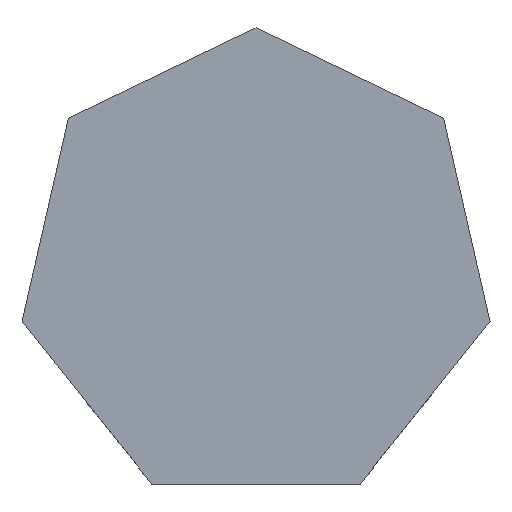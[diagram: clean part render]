
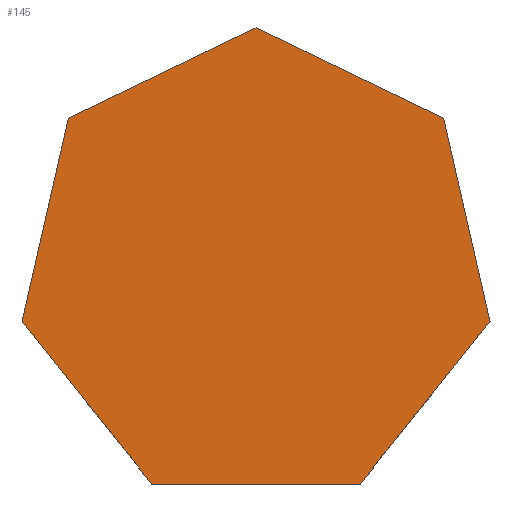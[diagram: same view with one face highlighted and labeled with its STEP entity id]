
A CAD part, top view. The second image highlights one B-rep face of the part: STEP entity #145.
In plain terms, the highlighted planar face has unit normal (0, 0, 1).
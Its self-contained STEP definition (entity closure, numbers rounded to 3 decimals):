
#145 = ADVANCED_FACE ( 'NONE', ( #200 ), #7417, .T. ) ;
#177 = VERTEX_POINT ( 'NONE', #7541 ) ;
#200 = FACE_OUTER_BOUND ( 'NONE', #6372, .T. ) ;
#220 = LINE ( 'NONE', #5980, #3126 ) ;
#357 = ORIENTED_EDGE ( 'NONE', *, *, #5317, .F. ) ;
#678 = EDGE_CURVE ( 'NONE', #9052, #2375, #7577, .T. ) ;
#680 = CARTESIAN_POINT ( 'NONE',  ( 9.774, 7.794, 6. ) ) ;
#933 = EDGE_CURVE ( 'NONE', #3610, #7009, #3322, .T. ) ;
#954 = CARTESIAN_POINT ( 'NONE',  ( 0., 0., 6. ) ) ;
#1019 = CARTESIAN_POINT ( 'NONE',  ( -15.378, 31.932, 6. ) ) ;
#1041 = EDGE_CURVE ( 'NONE', #5263, #3610, #220, .T. ) ;
#1072 = CARTESIAN_POINT ( 'NONE',  ( 0.541, 19.372, 6. ) ) ;
#1381 = EDGE_CURVE ( 'NONE', #7009, #3982, #4024, .T. ) ;
#1585 = DIRECTION ( 'NONE',  ( -0.623, -0.782, 0. ) ) ;
#1704 = DIRECTION ( 'NONE',  ( 0., 0., 1. ) ) ;
#1966 = DIRECTION ( 'NONE',  ( 0.223, 0.975, 0. ) ) ;
#1980 = DIRECTION ( 'NONE',  ( -1., 0., 0. ) ) ;
#2372 = ORIENTED_EDGE ( 'NONE', *, *, #1041, .F. ) ;
#2375 = VERTEX_POINT ( 'NONE', #7554 ) ;
#3126 = VECTOR ( 'NONE', #4569, 1000. ) ;
#3263 = VECTOR ( 'NONE', #8615, 1000. ) ;
#3322 = LINE ( 'NONE', #5281, #5830 ) ;
#3442 = CARTESIAN_POINT ( 'NONE',  ( 15.073, 1.149, 6. ) ) ;
#3477 = LINE ( 'NONE', #680, #3263 ) ;
#3610 = VERTEX_POINT ( 'NONE', #8547 ) ;
#3852 = DIRECTION ( 'NONE',  ( 1., 0., 0. ) ) ;
#3982 = VERTEX_POINT ( 'NONE', #3442 ) ;
#4024 = LINE ( 'NONE', #9102, #5680 ) ;
#4324 = EDGE_CURVE ( 'NONE', #3982, #9052, #3477, .T. ) ;
#4569 = DIRECTION ( 'NONE',  ( 0.223, -0.975, 0. ) ) ;
#4619 = VECTOR ( 'NONE', #7651, 1000. ) ;
#4770 = VECTOR ( 'NONE', #4778, 1000. ) ;
#4778 = DIRECTION ( 'NONE',  ( 0.901, 0.434, 0. ) ) ;
#5263 = VERTEX_POINT ( 'NONE', #8095 ) ;
#5281 = CARTESIAN_POINT ( 'NONE',  ( 22.901, -18.263, 6. ) ) ;
#5317 = EDGE_CURVE ( 'NONE', #177, #5263, #5492, .T. ) ;
#5318 = LINE ( 'NONE', #1019, #4770 ) ;
#5375 = VECTOR ( 'NONE', #1966, 1000. ) ;
#5492 = LINE ( 'NONE', #7603, #4619 ) ;
#5680 = VECTOR ( 'NONE', #1980, 1000. ) ;
#5830 = VECTOR ( 'NONE', #1585, 1000. ) ;
#5980 = CARTESIAN_POINT ( 'NONE',  ( 54.496, 12.438, 6. ) ) ;
#6348 = EDGE_CURVE ( 'NONE', #2375, #177, #5318, .T. ) ;
#6372 = EDGE_LOOP ( 'NONE', ( #6408, #7939, #2372, #357, #6884, #8096, #6714 ) ) ;
#6408 = ORIENTED_EDGE ( 'NONE', *, *, #1381, .F. ) ;
#6569 = AXIS2_PLACEMENT_3D ( 'NONE', #954, #1704, #3852 ) ;
#6714 = ORIENTED_EDGE ( 'NONE', *, *, #4324, .F. ) ;
#6884 = ORIENTED_EDGE ( 'NONE', *, *, #6348, .F. ) ;
#7009 = VERTEX_POINT ( 'NONE', #7574 ) ;
#7417 = PLANE ( 'NONE',  #6569 ) ;
#7541 = CARTESIAN_POINT ( 'NONE',  ( 26.727, 52.209, 6. ) ) ;
#7554 = CARTESIAN_POINT ( 'NONE',  ( 5.727, 42.096, 6. ) ) ;
#7574 = CARTESIAN_POINT ( 'NONE',  ( 38.381, 1.149, 6. ) ) ;
#7577 = LINE ( 'NONE', #8437, #5375 ) ;
#7603 = CARTESIAN_POINT ( 'NONE',  ( 25.441, 52.829, 6. ) ) ;
#7651 = DIRECTION ( 'NONE',  ( 0.901, -0.434, 0. ) ) ;
#7939 = ORIENTED_EDGE ( 'NONE', *, *, #933, .F. ) ;
#8095 = CARTESIAN_POINT ( 'NONE',  ( 47.727, 42.096, 6. ) ) ;
#8096 = ORIENTED_EDGE ( 'NONE', *, *, #678, .F. ) ;
#8437 = CARTESIAN_POINT ( 'NONE',  ( -3.689, 0.842, 6. ) ) ;
#8547 = CARTESIAN_POINT ( 'NONE',  ( 52.914, 19.372, 6. ) ) ;
#8615 = DIRECTION ( 'NONE',  ( -0.623, 0.782, 0. ) ) ;
#9052 = VERTEX_POINT ( 'NONE', #1072 ) ;
#9102 = CARTESIAN_POINT ( 'NONE',  ( 0., 1.149, 6. ) ) ;
